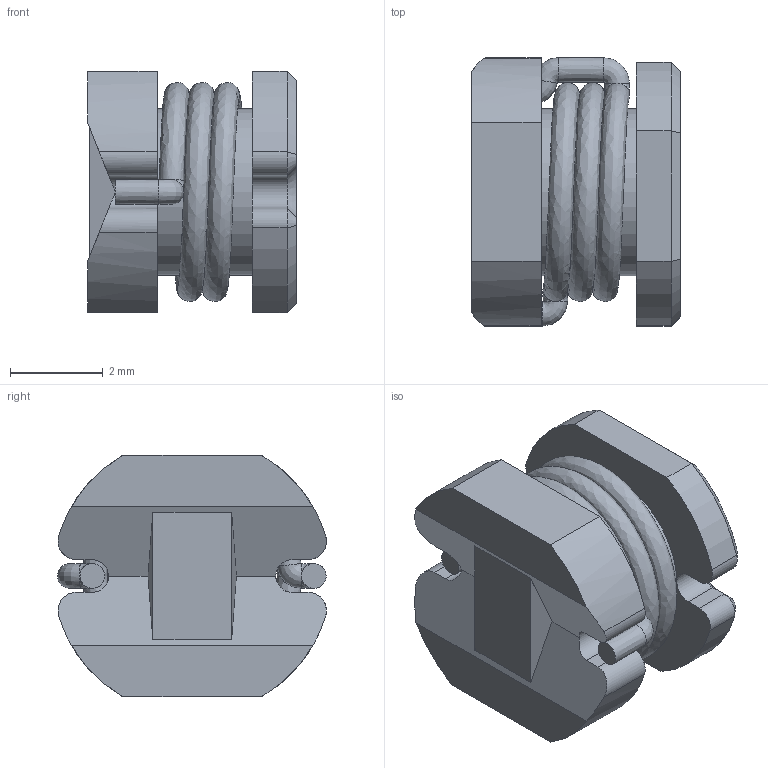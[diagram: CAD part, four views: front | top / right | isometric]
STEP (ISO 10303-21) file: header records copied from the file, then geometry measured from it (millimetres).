
FILE_DESCRIPTION(('FreeCAD Model'),'2;1');
FILE_NAME('Inductor_WE-PD2-5848.STEP' ,'2016-03-20T00:52:22',('Author'),(''), 'Open CASCADE STEP processor 6.8','FreeCAD','Unknown');
FILE_SCHEMA(('AUTOMOTIVE_DESIGN_CC2 { 1 2 10303 214 -1 1 5 4 }'));
Length unit declared in the file: millimetre
Products named in the file (2): 1; 2
Bounding box: 4.5 x 5.79 x 5.2 mm (x, y, z)
Volume: 85.9 mm3; surface area: 219.4 mm2
Topology: 2 solids, 2 shells, 148 faces, 369 edges, 237 vertices
Faces by surface type: plane 91, cylinder 21, extrusion 16, bspline 10, cone 10
Full cylindrical faces by diameter (mm): 3.6 x1
Entity records: 18741 total; most frequent: CARTESIAN_POINT 11297, DIRECTION 829, ORIENTED_EDGE 738, PCURVE 738, DEFINITIONAL_REPRESENTATION 738, B_SPLINE_CURVE_WITH_KNOTS 589, VECTOR 442, LINE 426
